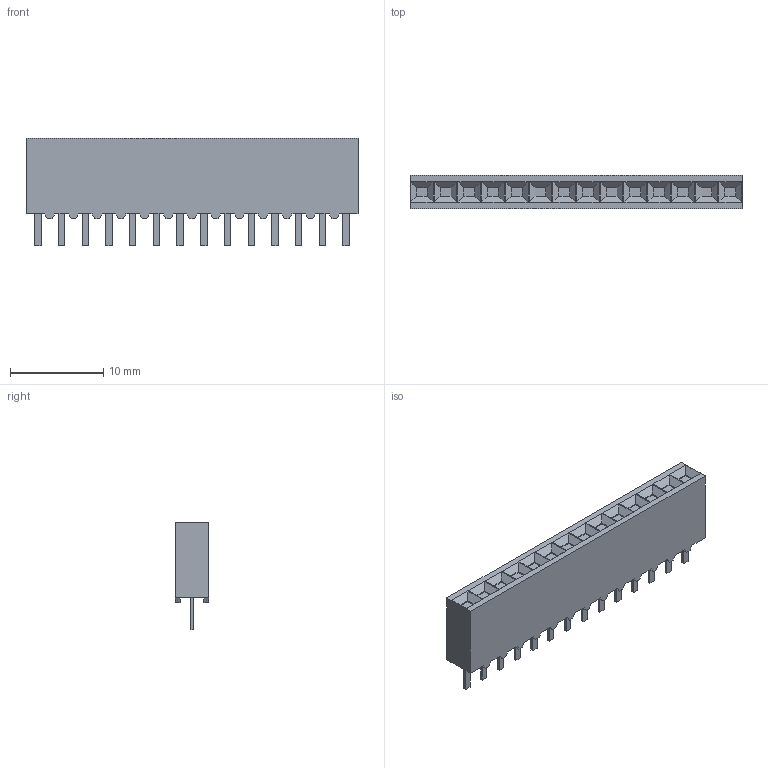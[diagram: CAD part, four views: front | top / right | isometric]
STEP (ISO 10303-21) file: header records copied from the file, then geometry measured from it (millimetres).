
FILE_DESCRIPTION((''),'2;1');
FILE_NAME('C-6-534237-2','2011-01-05T',('workeradm'),('Tyco Electronics Ltd.'),'PRO/ENGINEER BY PARAMETRIC TECHNOLOGY CORPORATION, 2009300','PRO/ENGINEER BY PARAMETRIC TECHNOLOGY CORPORATION, 2009300','');
FILE_SCHEMA(('AUTOMOTIVE_DESIGN { 1 0 10303 214 1 1 1 1 }'));
Length unit declared in the file: millimetre
Products named in the file (1): C-6-534237-2
Bounding box: 35.56 x 3.56 x 11.56 mm (x, y, z)
Volume: 1003.1 mm3; surface area: 1120.9 mm2
Topology: 1 solids, 1 shells, 376 faces, 940 edges, 608 vertices
Faces by surface type: plane 376
Entity records: 11164 total; most frequent: CARTESIAN_POINT 1926, ORIENTED_EDGE 1880, DIRECTION 1692, VECTOR 940, LINE 940, EDGE_CURVE 940, VERTEX_POINT 608, EDGE_LOOP 418
